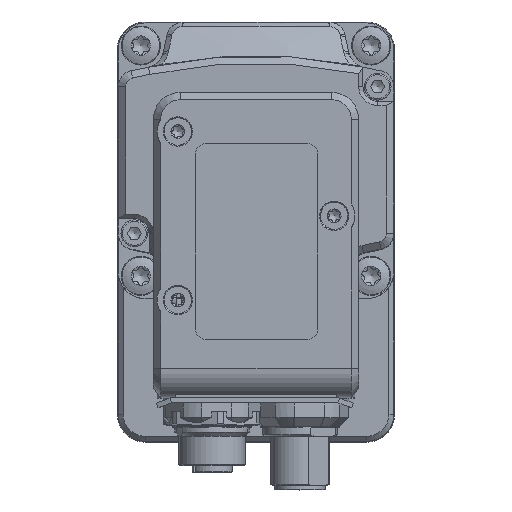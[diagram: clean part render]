
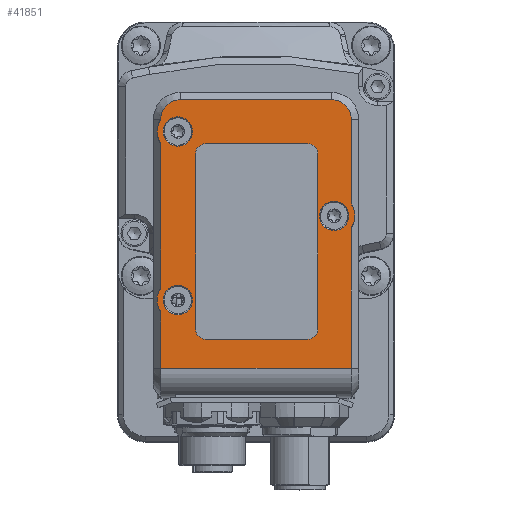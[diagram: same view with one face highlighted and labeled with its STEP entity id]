
A CAD part, top view. The second image highlights one B-rep face of the part: STEP entity #41851.
In plain terms, the highlighted planar face has unit normal (0, 0, 1).
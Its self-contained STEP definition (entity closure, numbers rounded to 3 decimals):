
#1013=FACE_BOUND('',#7931,.T.);
#1014=FACE_BOUND('',#7932,.T.);
#1015=FACE_BOUND('',#7933,.T.);
#1016=FACE_BOUND('',#7934,.T.);
#3559=PLANE('',#44751);
#5609=FACE_OUTER_BOUND('',#7930,.T.);
#7930=EDGE_LOOP('',(#35709,#35710,#35711,#35712,#35713,#35714,#35715,#35716,
#35717,#35718,#35719,#35720));
#7931=EDGE_LOOP('',(#35721,#35722,#35723,#35724,#35725,#35726,#35727,#35728));
#7932=EDGE_LOOP('',(#35729));
#7933=EDGE_LOOP('',(#35730));
#7934=EDGE_LOOP('',(#35731));
#8256=LINE('',#54301,#11141);
#8260=LINE('',#54313,#11145);
#8264=LINE('',#54325,#11149);
#8267=LINE('',#54334,#11152);
#10865=LINE('',#77003,#13750);
#10867=LINE('',#77006,#13752);
#10870=LINE('',#77014,#13755);
#10872=LINE('',#77023,#13757);
#10874=LINE('',#77027,#13759);
#10875=LINE('',#77030,#13760);
#10882=LINE('',#77090,#13767);
#11141=VECTOR('',#45263,10.);
#11145=VECTOR('',#45275,10.);
#11149=VECTOR('',#45287,10.);
#11152=VECTOR('',#45298,10.);
#13750=VECTOR('',#52934,10.);
#13752=VECTOR('',#52936,10.);
#13755=VECTOR('',#52945,10.);
#13757=VECTOR('',#52955,10.);
#13759=VECTOR('',#52957,10.);
#13760=VECTOR('',#52960,10.);
#13767=VECTOR('',#53037,10.);
#14023=CIRCLE('',#42176,2.);
#14025=CIRCLE('',#42180,2.);
#14027=CIRCLE('',#42184,2.);
#14029=CIRCLE('',#42188,2.);
#15127=CIRCLE('',#44710,3.993);
#15128=CIRCLE('',#44713,3.993);
#15133=CIRCLE('',#44728,4.25);
#15134=CIRCLE('',#44730,4.25);
#15135=CIRCLE('',#44732,4.25);
#15151=CIRCLE('',#44752,3.);
#15152=CIRCLE('',#44753,3.);
#15153=CIRCLE('',#44754,3.);
#15351=VERTEX_POINT('',#54291);
#15352=VERTEX_POINT('',#54293);
#15354=VERTEX_POINT('',#54299);
#15356=VERTEX_POINT('',#54305);
#15358=VERTEX_POINT('',#54311);
#15360=VERTEX_POINT('',#54317);
#15362=VERTEX_POINT('',#54323);
#15364=VERTEX_POINT('',#54329);
#18810=VERTEX_POINT('',#76996);
#18811=VERTEX_POINT('',#77000);
#18812=VERTEX_POINT('',#77001);
#18813=VERTEX_POINT('',#77004);
#18814=VERTEX_POINT('',#77008);
#18815=VERTEX_POINT('',#77012);
#18816=VERTEX_POINT('',#77016);
#18817=VERTEX_POINT('',#77020);
#18818=VERTEX_POINT('',#77021);
#18819=VERTEX_POINT('',#77024);
#18820=VERTEX_POINT('',#77026);
#18821=VERTEX_POINT('',#77028);
#18840=VERTEX_POINT('',#77091);
#18841=VERTEX_POINT('',#77093);
#18842=VERTEX_POINT('',#77095);
#19304=EDGE_CURVE('',#15352,#15351,#14023,.T.);
#19308=EDGE_CURVE('',#15351,#15354,#8256,.T.);
#19311=EDGE_CURVE('',#15354,#15356,#14025,.T.);
#19314=EDGE_CURVE('',#15356,#15358,#8260,.T.);
#19317=EDGE_CURVE('',#15358,#15360,#14027,.T.);
#19320=EDGE_CURVE('',#15360,#15362,#8264,.T.);
#19323=EDGE_CURVE('',#15362,#15364,#14029,.T.);
#19325=EDGE_CURVE('',#15364,#15352,#8267,.T.);
#24559=EDGE_CURVE('',#18812,#18810,#10865,.T.);
#24561=EDGE_CURVE('',#18813,#18811,#10867,.T.);
#24563=EDGE_CURVE('',#18814,#18813,#15127,.T.);
#24565=EDGE_CURVE('',#18815,#18814,#10870,.T.);
#24567=EDGE_CURVE('',#18816,#18815,#15128,.T.);
#24569=EDGE_CURVE('',#18818,#18816,#10872,.T.);
#24571=EDGE_CURVE('',#18819,#18820,#10874,.T.);
#24573=EDGE_CURVE('',#18821,#18817,#10875,.T.);
#24582=EDGE_CURVE('',#18811,#18812,#15133,.T.);
#24583=EDGE_CURVE('',#18820,#18821,#15134,.T.);
#24584=EDGE_CURVE('',#18817,#18818,#15135,.T.);
#24603=EDGE_CURVE('',#18810,#18819,#10882,.T.);
#24604=EDGE_CURVE('',#18840,#18840,#15151,.T.);
#24605=EDGE_CURVE('',#18841,#18841,#15152,.T.);
#24606=EDGE_CURVE('',#18842,#18842,#15153,.T.);
#35709=ORIENTED_EDGE('',*,*,#24573,.F.);
#35710=ORIENTED_EDGE('',*,*,#24583,.F.);
#35711=ORIENTED_EDGE('',*,*,#24571,.F.);
#35712=ORIENTED_EDGE('',*,*,#24603,.F.);
#35713=ORIENTED_EDGE('',*,*,#24559,.F.);
#35714=ORIENTED_EDGE('',*,*,#24582,.F.);
#35715=ORIENTED_EDGE('',*,*,#24561,.F.);
#35716=ORIENTED_EDGE('',*,*,#24563,.F.);
#35717=ORIENTED_EDGE('',*,*,#24565,.F.);
#35718=ORIENTED_EDGE('',*,*,#24567,.F.);
#35719=ORIENTED_EDGE('',*,*,#24569,.F.);
#35720=ORIENTED_EDGE('',*,*,#24584,.F.);
#35721=ORIENTED_EDGE('',*,*,#19304,.T.);
#35722=ORIENTED_EDGE('',*,*,#19308,.T.);
#35723=ORIENTED_EDGE('',*,*,#19311,.T.);
#35724=ORIENTED_EDGE('',*,*,#19314,.T.);
#35725=ORIENTED_EDGE('',*,*,#19317,.T.);
#35726=ORIENTED_EDGE('',*,*,#19320,.T.);
#35727=ORIENTED_EDGE('',*,*,#19323,.T.);
#35728=ORIENTED_EDGE('',*,*,#19325,.T.);
#35729=ORIENTED_EDGE('',*,*,#24604,.T.);
#35730=ORIENTED_EDGE('',*,*,#24605,.T.);
#35731=ORIENTED_EDGE('',*,*,#24606,.T.);
#41851=ADVANCED_FACE('',(#5609,#1013,#1014,#1015,#1016),#3559,.T.);
#42176=AXIS2_PLACEMENT_3D('',#54294,#45256,#45257);
#42180=AXIS2_PLACEMENT_3D('',#54307,#45269,#45270);
#42184=AXIS2_PLACEMENT_3D('',#54319,#45281,#45282);
#42188=AXIS2_PLACEMENT_3D('',#54331,#45293,#45294);
#44710=AXIS2_PLACEMENT_3D('',#77010,#52940,#52941);
#44713=AXIS2_PLACEMENT_3D('',#77018,#52949,#52950);
#44728=AXIS2_PLACEMENT_3D('',#77048,#52986,#52987);
#44730=AXIS2_PLACEMENT_3D('',#77050,#52990,#52991);
#44732=AXIS2_PLACEMENT_3D('',#77052,#52994,#52995);
#44751=AXIS2_PLACEMENT_3D('',#77089,#53035,#53036);
#44752=AXIS2_PLACEMENT_3D('',#77092,#53038,#53039);
#44753=AXIS2_PLACEMENT_3D('',#77094,#53040,#53041);
#44754=AXIS2_PLACEMENT_3D('',#77096,#53042,#53043);
#45256=DIRECTION('center_axis',(0.,0.,
-1.));
#45257=DIRECTION('ref_axis',(0.,-1.,0.));
#45263=DIRECTION('',(1.,0.,0.));
#45269=DIRECTION('center_axis',(0.,0.,
-1.));
#45270=DIRECTION('ref_axis',(-1.,0.,0.));
#45275=DIRECTION('',(0.,-1.,0.));
#45281=DIRECTION('center_axis',(0.,0.,
-1.));
#45282=DIRECTION('ref_axis',(0.,1.,0.));
#45287=DIRECTION('',(-1.,0.,0.));
#45293=DIRECTION('center_axis',(0.,0.,
-1.));
#45294=DIRECTION('ref_axis',(1.,0.,0.));
#45298=DIRECTION('',(0.,1.,0.));
#52934=DIRECTION('',(0.,-1.,0.));
#52936=DIRECTION('',(0.,-1.,0.));
#52940=DIRECTION('center_axis',(0.,0.,
-1.));
#52941=DIRECTION('ref_axis',(0.707,0.707,0.));
#52945=DIRECTION('',(1.,0.,0.));
#52949=DIRECTION('center_axis',(0.,0.,
-1.));
#52950=DIRECTION('ref_axis',(-0.707,0.707,0.));
#52955=DIRECTION('',(0.,1.,0.));
#52957=DIRECTION('',(0.,1.,0.));
#52960=DIRECTION('',(0.,1.,0.));
#52986=DIRECTION('center_axis',(0.,0.,
-1.));
#52987=DIRECTION('ref_axis',(0.,1.,0.));
#52990=DIRECTION('center_axis',(0.,0.,
-1.));
#52991=DIRECTION('ref_axis',(0.,1.,0.));
#52994=DIRECTION('center_axis',(0.,0.,
-1.));
#52995=DIRECTION('ref_axis',(0.,1.,0.));
#53035=DIRECTION('center_axis',(0.,0.,
1.));
#53036=DIRECTION('ref_axis',(-1.,0.,0.));
#53037=DIRECTION('',(-1.,0.,0.));
#53038=DIRECTION('center_axis',(0.,0.,
-1.));
#53039=DIRECTION('ref_axis',(0.,1.,0.));
#53040=DIRECTION('center_axis',(0.,0.,
-1.));
#53041=DIRECTION('ref_axis',(0.,1.,0.));
#53042=DIRECTION('center_axis',(0.,0.,
-1.));
#53043=DIRECTION('ref_axis',(0.,1.,0.));
#54291=CARTESIAN_POINT('',(-10.365,3.3,106.));
#54293=CARTESIAN_POINT('',(-12.365,1.3,106.));
#54294=CARTESIAN_POINT('Origin',(-10.365,1.3,106.));
#54299=CARTESIAN_POINT('',(10.635,3.3,106.));
#54301=CARTESIAN_POINT('',(2.818,3.3,106.));
#54305=CARTESIAN_POINT('',(12.635,1.3,106.));
#54307=CARTESIAN_POINT('Origin',(10.635,1.3,106.));
#54311=CARTESIAN_POINT('',(12.635,-34.7,106.));
#54313=CARTESIAN_POINT('',(12.635,-5.075,106.));
#54317=CARTESIAN_POINT('',(10.635,-36.7,106.));
#54319=CARTESIAN_POINT('Origin',(10.635,-34.7,106.));
#54323=CARTESIAN_POINT('',(-10.365,-36.7,106.));
#54325=CARTESIAN_POINT('',(13.318,-36.7,106.));
#54329=CARTESIAN_POINT('',(-12.365,-34.7,106.));
#54331=CARTESIAN_POINT('Origin',(-10.365,-34.7,106.));
#54334=CARTESIAN_POINT('',(-12.365,-23.075,106.));
#76996=CARTESIAN_POINT('',(19.493,-42.7,106.));
#77000=CARTESIAN_POINT('',(19.493,-9.029,106.));
#77001=CARTESIAN_POINT('',(19.493,-13.871,106.));
#77003=CARTESIAN_POINT('',(19.493,-39.667,106.));
#77004=CARTESIAN_POINT('',(19.493,8.3,106.));
#77006=CARTESIAN_POINT('',(19.493,-39.667,106.));
#77008=CARTESIAN_POINT('',(15.5,12.293,106.));
#77010=CARTESIAN_POINT('Origin',(15.5,8.3,106.));
#77012=CARTESIAN_POINT('',(-15.5,12.293,106.));
#77014=CARTESIAN_POINT('',(21.,12.293,106.));
#77016=CARTESIAN_POINT('',(-19.493,8.3,106.));
#77018=CARTESIAN_POINT('Origin',(-15.5,8.3,106.));
#77020=CARTESIAN_POINT('',(-19.493,3.379,106.));
#77021=CARTESIAN_POINT('',(-19.493,8.221,106.));
#77023=CARTESIAN_POINT('',(-19.493,-39.667,106.));
#77024=CARTESIAN_POINT('',(-19.493,-42.7,106.));
#77026=CARTESIAN_POINT('',(-19.493,-31.121,106.));
#77027=CARTESIAN_POINT('',(-19.493,-39.667,106.));
#77028=CARTESIAN_POINT('',(-19.493,-26.279,106.));
#77030=CARTESIAN_POINT('',(-19.493,-39.667,106.));
#77048=CARTESIAN_POINT('Origin',(16.,-11.45,106.));
#77050=CARTESIAN_POINT('Origin',(-16.,-28.7,106.));
#77052=CARTESIAN_POINT('Origin',(-16.,5.8,106.));
#77089=CARTESIAN_POINT('Origin',(16.,-11.45,106.));
#77090=CARTESIAN_POINT('',(21.,-42.7,106.));
#77091=CARTESIAN_POINT('',(-16.,-31.7,106.));
#77092=CARTESIAN_POINT('Origin',(-16.,-28.7,106.));
#77093=CARTESIAN_POINT('',(-16.,2.8,106.));
#77094=CARTESIAN_POINT('Origin',(-16.,5.8,106.));
#77095=CARTESIAN_POINT('',(16.,-14.45,106.));
#77096=CARTESIAN_POINT('Origin',(16.,-11.45,106.));
